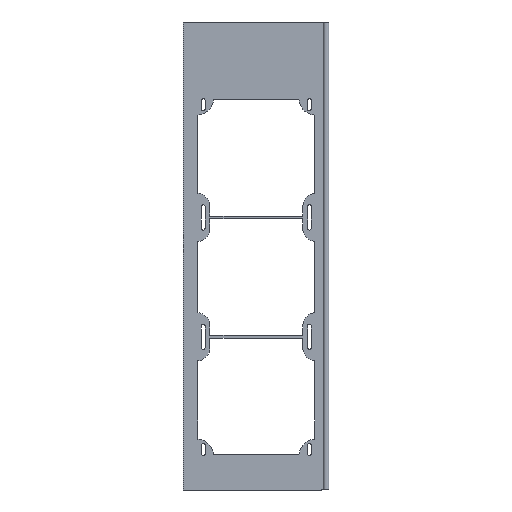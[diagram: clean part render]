
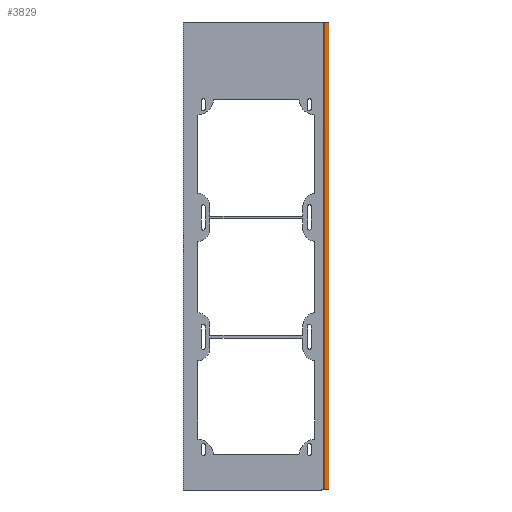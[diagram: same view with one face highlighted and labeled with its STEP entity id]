
A CAD part, front view. The second image highlights one B-rep face of the part: STEP entity #3829.
In plain terms, the highlighted cylindrical face has radius 3.5 mm (diameter 7 mm), a partial arc.
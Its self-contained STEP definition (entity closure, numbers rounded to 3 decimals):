
#69 = DIRECTION ( 'NONE',  ( 0., 0., -1. ) ) ;
#125 = AXIS2_PLACEMENT_3D ( 'NONE', #152, #2840, #3957 ) ;
#136 = CARTESIAN_POINT ( 'NONE',  ( 167.75, 0., 0. ) ) ;
#152 = CARTESIAN_POINT ( 'NONE',  ( 167.75, -3.5, -548.2 ) ) ;
#568 = AXIS2_PLACEMENT_3D ( 'NONE', #4390, #3301, #2876 ) ;
#736 = ORIENTED_EDGE ( 'NONE', *, *, #2655, .F. ) ;
#996 = DIRECTION ( 'NONE',  ( 0., 0., 1. ) ) ;
#1062 = ORIENTED_EDGE ( 'NONE', *, *, #2557, .F. ) ;
#1084 = EDGE_CURVE ( 'NONE', #1312, #1994, #2664, .T. ) ;
#1312 = VERTEX_POINT ( 'NONE', #4146 ) ;
#1375 = FACE_OUTER_BOUND ( 'NONE', #4755, .T. ) ;
#1633 = VERTEX_POINT ( 'NONE', #2498 ) ;
#1901 = DIRECTION ( 'NONE',  ( 0., 0., 1. ) ) ;
#1953 = CARTESIAN_POINT ( 'NONE',  ( 167.75, 0., -548.2 ) ) ;
#1994 = VERTEX_POINT ( 'NONE', #1953 ) ;
#2164 = EDGE_CURVE ( 'NONE', #1633, #3853, #4788, .T. ) ;
#2482 = ORIENTED_EDGE ( 'NONE', *, *, #1084, .F. ) ;
#2498 = CARTESIAN_POINT ( 'NONE',  ( 164.303, -2.892, -548.2 ) ) ;
#2557 = EDGE_CURVE ( 'NONE', #1994, #1633, #3641, .T. ) ;
#2655 = EDGE_CURVE ( 'NONE', #3853, #1312, #4488, .T. ) ;
#2664 = LINE ( 'NONE', #136, #4448 ) ;
#2684 = CARTESIAN_POINT ( 'NONE',  ( 164.303, -2.892, 0. ) ) ;
#2840 = DIRECTION ( 'NONE',  ( 0., 0., -1. ) ) ;
#2876 = DIRECTION ( 'NONE',  ( -0.985, 0.174, 0. ) ) ;
#2909 = ORIENTED_EDGE ( 'NONE', *, *, #2164, .F. ) ;
#3262 = CARTESIAN_POINT ( 'NONE',  ( 164.303, -2.892, -1.3 ) ) ;
#3301 = DIRECTION ( 'NONE',  ( 0., 0., 1. ) ) ;
#3641 = CIRCLE ( 'NONE', #125, 3.5 ) ;
#3647 = VECTOR ( 'NONE', #1901, 1000. ) ;
#3663 = DIRECTION ( 'NONE',  ( -1., 0., 0. ) ) ;
#3829 = ADVANCED_FACE ( 'NONE', ( #1375 ), #4652, .T. ) ;
#3853 = VERTEX_POINT ( 'NONE', #3262 ) ;
#3957 = DIRECTION ( 'NONE',  ( 1., 0., 0. ) ) ;
#4146 = CARTESIAN_POINT ( 'NONE',  ( 167.75, 0., -1.3 ) ) ;
#4390 = CARTESIAN_POINT ( 'NONE',  ( 167.75, -3.5, 0. ) ) ;
#4405 = CARTESIAN_POINT ( 'NONE',  ( 167.75, -3.5, -1.3 ) ) ;
#4448 = VECTOR ( 'NONE', #69, 1000. ) ;
#4488 = CIRCLE ( 'NONE', #4786, 3.5 ) ;
#4652 = CYLINDRICAL_SURFACE ( 'NONE', #568, 3.5 ) ;
#4755 = EDGE_LOOP ( 'NONE', ( #2909, #1062, #2482, #736 ) ) ;
#4786 = AXIS2_PLACEMENT_3D ( 'NONE', #4405, #996, #3663 ) ;
#4788 = LINE ( 'NONE', #2684, #3647 ) ;
